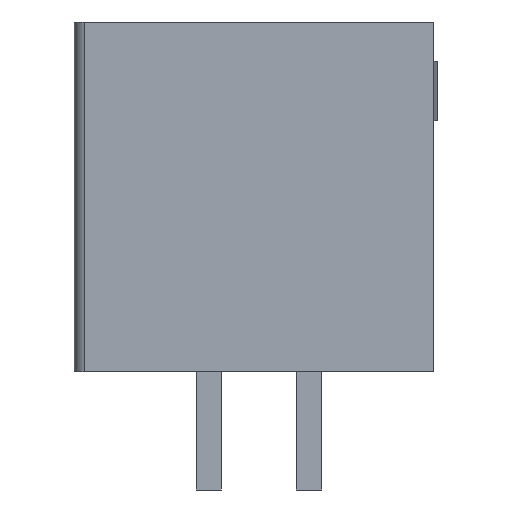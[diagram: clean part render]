
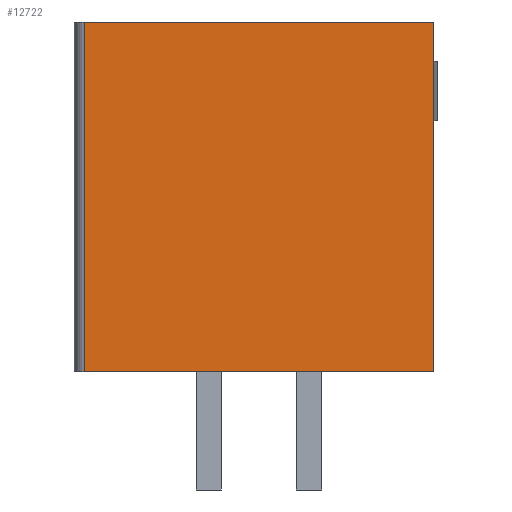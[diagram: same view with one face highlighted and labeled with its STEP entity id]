
A CAD part, left-side view. The second image highlights one B-rep face of the part: STEP entity #12722.
In plain terms, the highlighted planar face has unit normal (-1, 0, 0).
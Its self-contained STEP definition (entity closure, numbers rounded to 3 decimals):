
#51 = VERTEX_POINT('',#52);
#52 = CARTESIAN_POINT('',(-5.1,-3.155,8.85));
#58 = EDGE_CURVE('',#51,#59,#61,.T.);
#59 = VERTEX_POINT('',#60);
#60 = CARTESIAN_POINT('',(-5.1,-3.155,0.));
#61 = LINE('',#62,#63);
#62 = CARTESIAN_POINT('',(-5.1,-3.155,8.85));
#63 = VECTOR('',#64,1.);
#64 = DIRECTION('',(0.,0.,-1.));
#261 = VERTEX_POINT('',#262);
#262 = CARTESIAN_POINT('',(-5.1,5.695,0.));
#268 = EDGE_CURVE('',#269,#261,#271,.T.);
#269 = VERTEX_POINT('',#270);
#270 = CARTESIAN_POINT('',(-5.1,5.695,8.85));
#271 = LINE('',#272,#273);
#272 = CARTESIAN_POINT('',(-5.1,5.695,8.85));
#273 = VECTOR('',#274,1.);
#274 = DIRECTION('',(0.,0.,-1.));
#4698 = EDGE_CURVE('',#261,#59,#4699,.T.);
#4699 = LINE('',#4700,#4701);
#4700 = CARTESIAN_POINT('',(-5.1,5.695,0.));
#4701 = VECTOR('',#4702,1.);
#4702 = DIRECTION('',(0.,-1.,0.));
#12722 = ADVANCED_FACE('',(#12723),#12734,.F.);
#12723 = FACE_BOUND('',#12724,.T.);
#12724 = EDGE_LOOP('',(#12725,#12726,#12727,#12733));
#12725 = ORIENTED_EDGE('',*,*,#4698,.T.);
#12726 = ORIENTED_EDGE('',*,*,#58,.F.);
#12727 = ORIENTED_EDGE('',*,*,#12728,.F.);
#12728 = EDGE_CURVE('',#269,#51,#12729,.T.);
#12729 = LINE('',#12730,#12731);
#12730 = CARTESIAN_POINT('',(-5.1,5.695,8.85));
#12731 = VECTOR('',#12732,1.);
#12732 = DIRECTION('',(0.,-1.,0.));
#12733 = ORIENTED_EDGE('',*,*,#268,.T.);
#12734 = PLANE('',#12735);
#12735 = AXIS2_PLACEMENT_3D('',#12736,#12737,#12738);
#12736 = CARTESIAN_POINT('',(-5.1,5.695,8.85));
#12737 = DIRECTION('',(1.,0.,0.));
#12738 = DIRECTION('',(0.,1.,0.));
